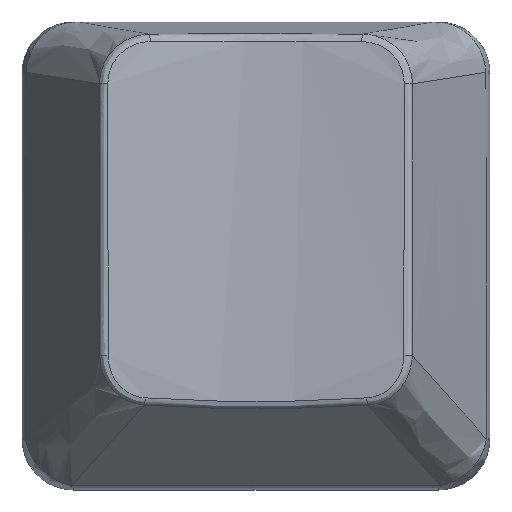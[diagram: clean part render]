
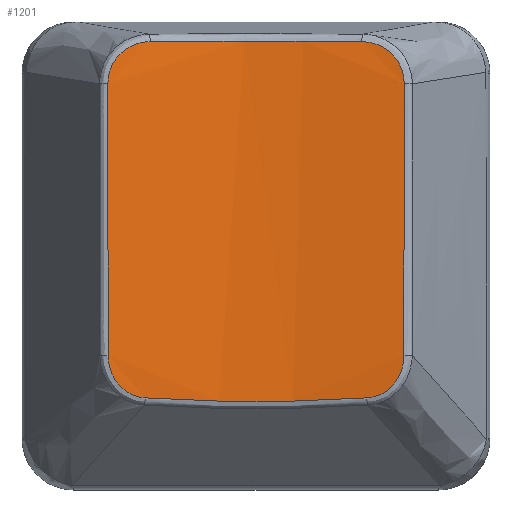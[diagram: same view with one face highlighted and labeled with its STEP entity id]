
A CAD part, top view. The second image highlights one B-rep face of the part: STEP entity #1201.
In plain terms, the highlighted free-form (B-spline) face has degree [1, 2] with [2, 3] control points.
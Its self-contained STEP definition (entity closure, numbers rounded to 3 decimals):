
#14=(
BOUNDED_SURFACE()
B_SPLINE_SURFACE(1,2,((#2768,#2769,#2770),(#2771,#2772,#2773)),
 .UNSPECIFIED.,.F.,.F.,.F.)
B_SPLINE_SURFACE_WITH_KNOTS((2,2),(3,3),(-0.292,0.132),
(-1.745,-1.396),.UNSPECIFIED.)
GEOMETRIC_REPRESENTATION_ITEM()
RATIONAL_B_SPLINE_SURFACE(((1.,0.985,1.),(1.,0.985,
1.)))
REPRESENTATION_ITEM('')
SURFACE()
);
#126=B_SPLINE_CURVE_WITH_KNOTS('',3,(#2474,#2475,#2476,#2477,#2478,#2479),
 .UNSPECIFIED.,.F.,.F.,(4,1,1,4),(0.,0.112,0.186,
0.261),.UNSPECIFIED.);
#127=B_SPLINE_CURVE_WITH_KNOTS('',3,(#2501,#2502,#2503,#2504),
 .UNSPECIFIED.,.F.,.F.,(4,4),(-1.056,0.),.UNSPECIFIED.);
#128=B_SPLINE_CURVE_WITH_KNOTS('',3,(#2538,#2539,#2540,#2541,#2542,#2543),
 .UNSPECIFIED.,.F.,.F.,(4,1,1,4),(0.,0.105,
0.174,0.244),.UNSPECIFIED.);
#129=B_SPLINE_CURVE_WITH_KNOTS('',3,(#2566,#2567,#2568,#2569),
 .UNSPECIFIED.,.F.,.F.,(4,4),(0.,0.871),
 .UNSPECIFIED.);
#130=B_SPLINE_CURVE_WITH_KNOTS('',3,(#2597,#2598,#2599,#2600,#2601),
 .UNSPECIFIED.,.F.,.F.,(4,1,4),(0.,0.105,
0.244),.UNSPECIFIED.);
#131=B_SPLINE_CURVE_WITH_KNOTS('',3,(#2623,#2624,#2625,#2626),
 .UNSPECIFIED.,.F.,.F.,(4,4),(-1.056,0.),.UNSPECIFIED.);
#134=B_SPLINE_CURVE_WITH_KNOTS('',3,(#2666,#2667,#2668,#2669,#2670),
 .UNSPECIFIED.,.F.,.F.,(4,1,4),(0.,0.112,0.261),
 .UNSPECIFIED.);
#136=B_SPLINE_CURVE_WITH_KNOTS('',3,(#2695,#2696,#2697,#2698),
 .UNSPECIFIED.,.F.,.F.,(4,4),(0.,0.831),.UNSPECIFIED.);
#324=FACE_OUTER_BOUND('',#400,.T.);
#400=EDGE_LOOP('',(#988,#989,#990,#991,#992,#993,#994,#995));
#534=VERTEX_POINT('',#2463);
#536=VERTEX_POINT('',#2472);
#537=VERTEX_POINT('',#2500);
#538=VERTEX_POINT('',#2536);
#539=VERTEX_POINT('',#2564);
#540=VERTEX_POINT('',#2595);
#541=VERTEX_POINT('',#2622);
#543=VERTEX_POINT('',#2658);
#689=EDGE_CURVE('',#536,#534,#126,.T.);
#690=EDGE_CURVE('',#534,#537,#127,.T.);
#693=EDGE_CURVE('',#537,#538,#128,.T.);
#695=EDGE_CURVE('',#538,#539,#129,.T.);
#697=EDGE_CURVE('',#539,#540,#130,.T.);
#698=EDGE_CURVE('',#540,#541,#131,.T.);
#703=EDGE_CURVE('',#541,#543,#134,.T.);
#705=EDGE_CURVE('',#543,#536,#136,.T.);
#988=ORIENTED_EDGE('',*,*,#689,.F.);
#989=ORIENTED_EDGE('',*,*,#705,.F.);
#990=ORIENTED_EDGE('',*,*,#703,.F.);
#991=ORIENTED_EDGE('',*,*,#698,.F.);
#992=ORIENTED_EDGE('',*,*,#697,.F.);
#993=ORIENTED_EDGE('',*,*,#695,.F.);
#994=ORIENTED_EDGE('',*,*,#693,.F.);
#995=ORIENTED_EDGE('',*,*,#690,.F.);
#1201=ADVANCED_FACE('',(#324),#14,.T.);
#2463=CARTESIAN_POINT('',(5.75,6.679,6.17));
#2472=CARTESIAN_POINT('',(4.105,8.31,5.839));
#2474=CARTESIAN_POINT('Ctrl Pts',(4.105,8.31,5.839));
#2475=CARTESIAN_POINT('Ctrl Pts',(4.472,8.306,5.885));
#2476=CARTESIAN_POINT('Ctrl Pts',(5.081,8.107,5.982));
#2477=CARTESIAN_POINT('Ctrl Pts',(5.639,7.423,6.111));
#2478=CARTESIAN_POINT('Ctrl Pts',(5.75,6.928,6.157));
#2479=CARTESIAN_POINT('Ctrl Pts',(5.75,6.679,6.17));
#2500=CARTESIAN_POINT('',(5.74,-3.862,6.721));
#2501=CARTESIAN_POINT('Ctrl Pts',(5.75,6.679,6.17));
#2502=CARTESIAN_POINT('Ctrl Pts',(5.746,3.165,6.353));
#2503=CARTESIAN_POINT('Ctrl Pts',(5.743,-0.349,6.537));
#2504=CARTESIAN_POINT('Ctrl Pts',(5.74,-3.862,6.721));
#2536=CARTESIAN_POINT('',(4.3,-5.518,6.588));
#2538=CARTESIAN_POINT('Ctrl Pts',(5.74,-3.862,6.721));
#2539=CARTESIAN_POINT('Ctrl Pts',(5.74,-4.211,6.739));
#2540=CARTESIAN_POINT('Ctrl Pts',(5.58,-4.798,6.741));
#2541=CARTESIAN_POINT('Ctrl Pts',(4.979,-5.371,6.674));
#2542=CARTESIAN_POINT('Ctrl Pts',(4.528,-5.503,6.617));
#2543=CARTESIAN_POINT('Ctrl Pts',(4.3,-5.518,6.588));
#2564=CARTESIAN_POINT('',(-4.3,-5.518,6.588));
#2566=CARTESIAN_POINT('Ctrl Pts',(4.3,-5.518,6.588));
#2567=CARTESIAN_POINT('Ctrl Pts',(1.452,-5.703,6.229));
#2568=CARTESIAN_POINT('Ctrl Pts',(-1.452,-5.703,6.229));
#2569=CARTESIAN_POINT('Ctrl Pts',(-4.3,-5.518,6.588));
#2595=CARTESIAN_POINT('',(-5.74,-3.862,6.721));
#2597=CARTESIAN_POINT('Ctrl Pts',(-4.3,-5.518,6.588));
#2598=CARTESIAN_POINT('Ctrl Pts',(-4.642,-5.496,6.632));
#2599=CARTESIAN_POINT('Ctrl Pts',(-5.427,-5.156,6.731));
#2600=CARTESIAN_POINT('Ctrl Pts',(-5.74,-4.327,6.745));
#2601=CARTESIAN_POINT('Ctrl Pts',(-5.74,-3.862,6.721));
#2622=CARTESIAN_POINT('',(-5.75,6.679,6.17));
#2623=CARTESIAN_POINT('Ctrl Pts',(-5.74,-3.862,6.721));
#2624=CARTESIAN_POINT('Ctrl Pts',(-5.743,-0.349,
6.537));
#2625=CARTESIAN_POINT('Ctrl Pts',(-5.746,3.165,6.353));
#2626=CARTESIAN_POINT('Ctrl Pts',(-5.75,6.679,6.17));
#2658=CARTESIAN_POINT('',(-4.105,8.31,5.839));
#2666=CARTESIAN_POINT('Ctrl Pts',(-5.75,6.679,6.17));
#2667=CARTESIAN_POINT('Ctrl Pts',(-5.75,7.052,6.15));
#2668=CARTESIAN_POINT('Ctrl Pts',(-5.446,7.921,6.049));
#2669=CARTESIAN_POINT('Ctrl Pts',(-4.594,8.305,5.9));
#2670=CARTESIAN_POINT('Ctrl Pts',(-4.105,8.31,5.839));
#2695=CARTESIAN_POINT('Ctrl Pts',(-4.105,8.31,5.839));
#2696=CARTESIAN_POINT('Ctrl Pts',(-1.382,8.34,5.5));
#2697=CARTESIAN_POINT('Ctrl Pts',(1.382,8.34,5.5));
#2698=CARTESIAN_POINT('Ctrl Pts',(4.105,8.31,5.839));
#2768=CARTESIAN_POINT('Ctrl Pts',(5.75,-5.641,6.815));
#2769=CARTESIAN_POINT('Ctrl Pts',(0.,-5.693,
5.814));
#2770=CARTESIAN_POINT('Ctrl Pts',(-5.75,-5.641,6.815));
#2771=CARTESIAN_POINT('Ctrl Pts',(5.75,8.371,6.081));
#2772=CARTESIAN_POINT('Ctrl Pts',(0.,8.318,
5.079));
#2773=CARTESIAN_POINT('Ctrl Pts',(-5.75,8.371,6.081));
